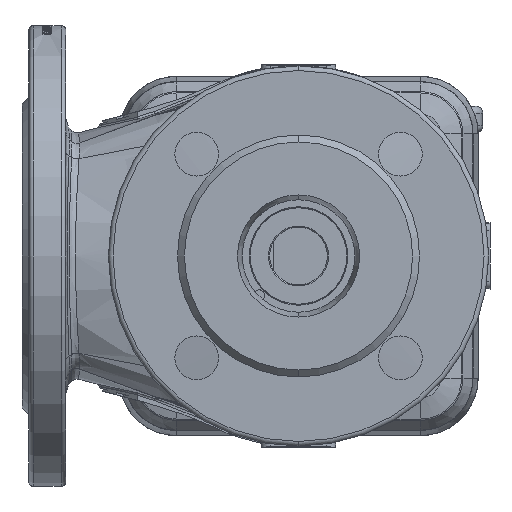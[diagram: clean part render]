
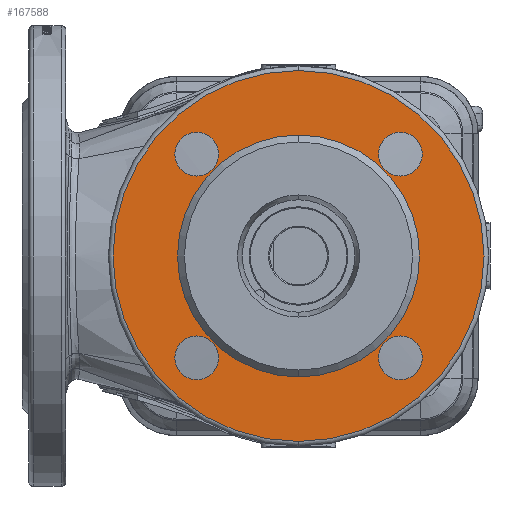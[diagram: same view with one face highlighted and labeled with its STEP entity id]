
A CAD part, front view. The second image highlights one B-rep face of the part: STEP entity #167588.
In plain terms, the highlighted planar face has unit normal (0, -1, 0).
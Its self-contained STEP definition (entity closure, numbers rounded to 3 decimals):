
#943 = EDGE_LOOP ( 'NONE', ( #142136, #146893 ) ) ;
#2213 = CARTESIAN_POINT ( 'NONE',  ( 0., -147., 0. ) ) ;
#2851 = AXIS2_PLACEMENT_3D ( 'NONE', #96195, #31911, #33866 ) ;
#7319 = DIRECTION ( 'NONE',  ( 0., 0., -1. ) ) ;
#8582 = EDGE_CURVE ( 'NONE', #88158, #192068, #51115, .T. ) ;
#10215 = CARTESIAN_POINT ( 'NONE',  ( -44.194, -147., 53.694 ) ) ;
#12075 = FACE_BOUND ( 'NONE', #184558, .T. ) ;
#13429 = DIRECTION ( 'NONE',  ( 0., -1., 0. ) ) ;
#16078 = CARTESIAN_POINT ( 'NONE',  ( 0., -147., -52.5 ) ) ;
#17114 = DIRECTION ( 'NONE',  ( 0., -1., 0. ) ) ;
#17402 = CIRCLE ( 'NONE', #93193, 9.5 ) ;
#19783 = DIRECTION ( 'NONE',  ( 0., 0., 1. ) ) ;
#21316 = CARTESIAN_POINT ( 'NONE',  ( 44.194, -147., 53.694 ) ) ;
#23307 = EDGE_CURVE ( 'NONE', #83324, #108695, #93157, .T. ) ;
#25073 = CARTESIAN_POINT ( 'NONE',  ( 44.194, -147., -44.194 ) ) ;
#31464 = ORIENTED_EDGE ( 'NONE', *, *, #190683, .F. ) ;
#31886 = DIRECTION ( 'NONE',  ( 0., 1., 0. ) ) ;
#31911 = DIRECTION ( 'NONE',  ( 0., -1., 0. ) ) ;
#33866 = DIRECTION ( 'NONE',  ( 0., 0., -1. ) ) ;
#36626 = ORIENTED_EDGE ( 'NONE', *, *, #151775, .F. ) ;
#39340 = VERTEX_POINT ( 'NONE', #188570 ) ;
#39474 = CARTESIAN_POINT ( 'NONE',  ( -44.194, -147., -53.694 ) ) ;
#40327 = DIRECTION ( 'NONE',  ( 0., 1., 0. ) ) ;
#42259 = EDGE_CURVE ( 'NONE', #94704, #167141, #112343, .T. ) ;
#42409 = EDGE_LOOP ( 'NONE', ( #169415, #84580 ) ) ;
#44027 = CARTESIAN_POINT ( 'NONE',  ( 44.194, -147., 44.194 ) ) ;
#48230 = CARTESIAN_POINT ( 'NONE',  ( -44.194, -147., -34.694 ) ) ;
#49538 = ORIENTED_EDGE ( 'NONE', *, *, #125622, .F. ) ;
#50367 = CARTESIAN_POINT ( 'NONE',  ( -44.194, -147., -44.194 ) ) ;
#51115 = CIRCLE ( 'NONE', #66933, 9.5 ) ;
#53170 = EDGE_LOOP ( 'NONE', ( #195082, #31464 ) ) ;
#56917 = DIRECTION ( 'NONE',  ( 0., -1., 0. ) ) ;
#62569 = DIRECTION ( 'NONE',  ( 0., 0., 1. ) ) ;
#66933 = AXIS2_PLACEMENT_3D ( 'NONE', #50367, #108764, #81051 ) ;
#67805 = DIRECTION ( 'NONE',  ( 0., -1., 0. ) ) ;
#75308 = FACE_BOUND ( 'NONE', #53170, .T. ) ;
#76696 = ORIENTED_EDGE ( 'NONE', *, *, #189101, .F. ) ;
#80190 = AXIS2_PLACEMENT_3D ( 'NONE', #147121, #40327, #145231 ) ;
#81051 = DIRECTION ( 'NONE',  ( 0., 0., -1. ) ) ;
#81554 = AXIS2_PLACEMENT_3D ( 'NONE', #25073, #189295, #7319 ) ;
#83324 = VERTEX_POINT ( 'NONE', #194823 ) ;
#83662 = CARTESIAN_POINT ( 'NONE',  ( -44.194, -147., 44.194 ) ) ;
#84580 = ORIENTED_EDGE ( 'NONE', *, *, #156127, .F. ) ;
#85080 = AXIS2_PLACEMENT_3D ( 'NONE', #83662, #67805, #156841 ) ;
#85983 = AXIS2_PLACEMENT_3D ( 'NONE', #104091, #17114, #89315 ) ;
#87245 = DIRECTION ( 'NONE',  ( 0., 0., -1. ) ) ;
#87289 = DIRECTION ( 'NONE',  ( 0., 1., 0. ) ) ;
#87733 = VERTEX_POINT ( 'NONE', #153811 ) ;
#88158 = VERTEX_POINT ( 'NONE', #48230 ) ;
#88207 = FACE_OUTER_BOUND ( 'NONE', #181502, .T. ) ;
#88529 = CARTESIAN_POINT ( 'NONE',  ( -44.194, -147., 44.194 ) ) ;
#89213 = FACE_BOUND ( 'NONE', #149517, .T. ) ;
#89315 = DIRECTION ( 'NONE',  ( 0., 0., -1. ) ) ;
#91757 = ORIENTED_EDGE ( 'NONE', *, *, #188073, .F. ) ;
#93157 = CIRCLE ( 'NONE', #181521, 52.5 ) ;
#93193 = AXIS2_PLACEMENT_3D ( 'NONE', #88529, #164677, #121101 ) ;
#94704 = VERTEX_POINT ( 'NONE', #133247 ) ;
#94957 = CARTESIAN_POINT ( 'NONE',  ( 0., -147., 0. ) ) ;
#96195 = CARTESIAN_POINT ( 'NONE',  ( -44.194, -147., -44.194 ) ) ;
#97485 = AXIS2_PLACEMENT_3D ( 'NONE', #99531, #56917, #114329 ) ;
#99531 = CARTESIAN_POINT ( 'NONE',  ( 44.194, -147., 44.194 ) ) ;
#102034 = DIRECTION ( 'NONE',  ( 0., -1., 0. ) ) ;
#103994 = FACE_BOUND ( 'NONE', #42409, .T. ) ;
#104091 = CARTESIAN_POINT ( 'NONE',  ( 44.194, -147., -44.194 ) ) ;
#107469 = AXIS2_PLACEMENT_3D ( 'NONE', #182156, #102034, #87245 ) ;
#108411 = CIRCLE ( 'NONE', #124102, 9.5 ) ;
#108695 = VERTEX_POINT ( 'NONE', #16078 ) ;
#108764 = DIRECTION ( 'NONE',  ( 0., -1., 0. ) ) ;
#111325 = CARTESIAN_POINT ( 'NONE',  ( 44.194, -147., 34.694 ) ) ;
#112343 = CIRCLE ( 'NONE', #121780, 80.5 ) ;
#113057 = CARTESIAN_POINT ( 'NONE',  ( 0., -147., 0. ) ) ;
#114329 = DIRECTION ( 'NONE',  ( 0., 0., -1. ) ) ;
#117513 = CIRCLE ( 'NONE', #85983, 9.5 ) ;
#118805 = FACE_BOUND ( 'NONE', #943, .T. ) ;
#119753 = ORIENTED_EDGE ( 'NONE', *, *, #190091, .F. ) ;
#120583 = EDGE_CURVE ( 'NONE', #139518, #87733, #17402, .T. ) ;
#121101 = DIRECTION ( 'NONE',  ( 0., 0., -1. ) ) ;
#121749 = PLANE ( 'NONE',  #107469 ) ;
#121780 = AXIS2_PLACEMENT_3D ( 'NONE', #113057, #87289, #159506 ) ;
#123715 = AXIS2_PLACEMENT_3D ( 'NONE', #2213, #31886, #62569 ) ;
#124102 = AXIS2_PLACEMENT_3D ( 'NONE', #44027, #13429, #192414 ) ;
#125622 = EDGE_CURVE ( 'NONE', #159106, #39340, #166826, .T. ) ;
#128057 = VERTEX_POINT ( 'NONE', #21316 ) ;
#128665 = VERTEX_POINT ( 'NONE', #111325 ) ;
#133247 = CARTESIAN_POINT ( 'NONE',  ( 0., -147., 80.5 ) ) ;
#137453 = EDGE_CURVE ( 'NONE', #108695, #83324, #148829, .T. ) ;
#138751 = CARTESIAN_POINT ( 'NONE',  ( 44.194, -147., -53.694 ) ) ;
#139518 = VERTEX_POINT ( 'NONE', #10215 ) ;
#142136 = ORIENTED_EDGE ( 'NONE', *, *, #23307, .T. ) ;
#145231 = DIRECTION ( 'NONE',  ( 0., 0., 1. ) ) ;
#146893 = ORIENTED_EDGE ( 'NONE', *, *, #137453, .T. ) ;
#147121 = CARTESIAN_POINT ( 'NONE',  ( 0., -147., 0. ) ) ;
#148829 = CIRCLE ( 'NONE', #123715, 52.5 ) ;
#149517 = EDGE_LOOP ( 'NONE', ( #91757, #49538 ) ) ;
#151775 = EDGE_CURVE ( 'NONE', #167141, #94704, #165430, .T. ) ;
#153811 = CARTESIAN_POINT ( 'NONE',  ( -44.194, -147., 34.694 ) ) ;
#154473 = CIRCLE ( 'NONE', #2851, 9.5 ) ;
#155244 = DIRECTION ( 'NONE',  ( 0., 1., 0. ) ) ;
#156127 = EDGE_CURVE ( 'NONE', #87733, #139518, #170328, .T. ) ;
#156841 = DIRECTION ( 'NONE',  ( 0., 0., -1. ) ) ;
#159106 = VERTEX_POINT ( 'NONE', #138751 ) ;
#159506 = DIRECTION ( 'NONE',  ( 0., 0., 1. ) ) ;
#160678 = CIRCLE ( 'NONE', #97485, 9.5 ) ;
#164677 = DIRECTION ( 'NONE',  ( 0., -1., 0. ) ) ;
#165430 = CIRCLE ( 'NONE', #80190, 80.5 ) ;
#166826 = CIRCLE ( 'NONE', #81554, 9.5 ) ;
#167141 = VERTEX_POINT ( 'NONE', #169707 ) ;
#167588 = ADVANCED_FACE ( 'NONE', ( #103994, #89213, #75308, #12075, #118805, #88207 ), #121749, .T. ) ;
#169415 = ORIENTED_EDGE ( 'NONE', *, *, #120583, .F. ) ;
#169707 = CARTESIAN_POINT ( 'NONE',  ( 0., -147., -80.5 ) ) ;
#170328 = CIRCLE ( 'NONE', #85080, 9.5 ) ;
#173245 = ORIENTED_EDGE ( 'NONE', *, *, #42259, .F. ) ;
#181502 = EDGE_LOOP ( 'NONE', ( #173245, #36626 ) ) ;
#181521 = AXIS2_PLACEMENT_3D ( 'NONE', #94957, #155244, #19783 ) ;
#182156 = CARTESIAN_POINT ( 'NONE',  ( -52.5, -147., 0. ) ) ;
#184558 = EDGE_LOOP ( 'NONE', ( #119753, #76696 ) ) ;
#188073 = EDGE_CURVE ( 'NONE', #39340, #159106, #117513, .T. ) ;
#188570 = CARTESIAN_POINT ( 'NONE',  ( 44.194, -147., -34.694 ) ) ;
#189101 = EDGE_CURVE ( 'NONE', #128665, #128057, #108411, .T. ) ;
#189295 = DIRECTION ( 'NONE',  ( 0., -1., 0. ) ) ;
#190091 = EDGE_CURVE ( 'NONE', #128057, #128665, #160678, .T. ) ;
#190683 = EDGE_CURVE ( 'NONE', #192068, #88158, #154473, .T. ) ;
#192068 = VERTEX_POINT ( 'NONE', #39474 ) ;
#192414 = DIRECTION ( 'NONE',  ( 0., 0., -1. ) ) ;
#194823 = CARTESIAN_POINT ( 'NONE',  ( 0., -147., 52.5 ) ) ;
#195082 = ORIENTED_EDGE ( 'NONE', *, *, #8582, .F. ) ;
